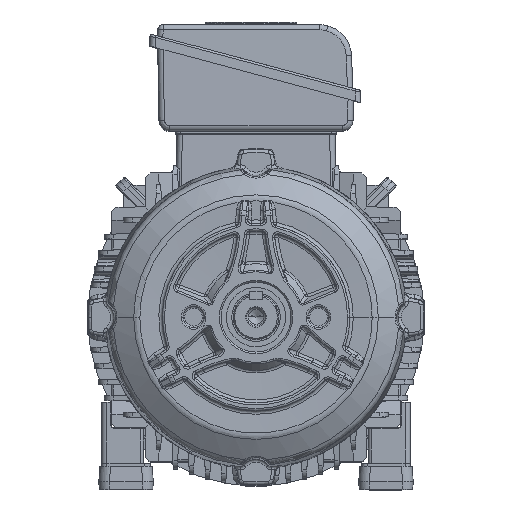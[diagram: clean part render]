
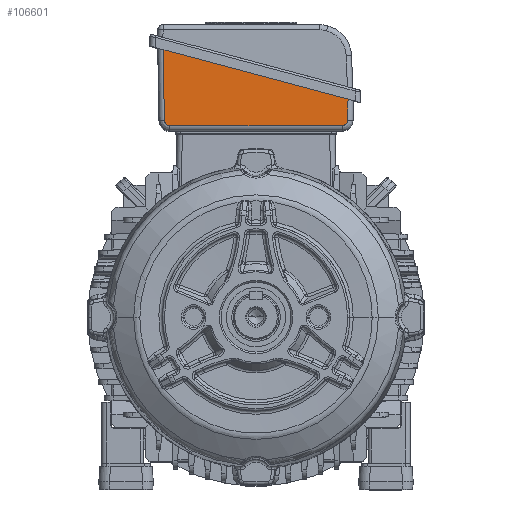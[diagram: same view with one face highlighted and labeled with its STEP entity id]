
A CAD part, top view. The second image highlights one B-rep face of the part: STEP entity #106601.
In plain terms, the highlighted face is planar.
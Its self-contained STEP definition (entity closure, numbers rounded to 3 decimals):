
#2203 = VERTEX_POINT ( 'NONE', #90248 ) ;
#5006 = VERTEX_POINT ( 'NONE', #50921 ) ;
#5944 = ORIENTED_EDGE ( 'NONE', *, *, #16625, .T. ) ;
#6112 = CARTESIAN_POINT ( 'NONE',  ( 87.938, 85.144, 9.609 ) ) ;
#7658 = DIRECTION ( 'NONE',  ( 0.017, 0., -1. ) ) ;
#8326 = DIRECTION ( 'NONE',  ( 1., 0.005, 0.017 ) ) ;
#12121 = CARTESIAN_POINT ( 'NONE',  ( 87.889, 85.195, 12.497 ) ) ;
#12627 = ORIENTED_EDGE ( 'NONE', *, *, #14049, .T. ) ;
#12803 = CARTESIAN_POINT ( 'NONE',  ( 87.994, 80.173, 7.584 ) ) ;
#14049 = EDGE_CURVE ( 'NONE', #5006, #2203, #16678, .T. ) ;
#16625 = EDGE_CURVE ( 'NONE', #2203, #60733, #84886, .T. ) ;
#16678 = LINE ( 'NONE', #49481, #83074 ) ;
#17441 = CARTESIAN_POINT ( 'NONE',  ( 87.189, 85.916, 53.818 ) ) ;
#17625 = VERTEX_POINT ( 'NONE', #72688 ) ;
#17718 = CARTESIAN_POINT ( 'NONE',  ( 87.994, 80.196, 7.584 ) ) ;
#23300 = EDGE_CURVE ( 'NONE', #60733, #17625, #127707, .T. ) ;
#24047 = DIRECTION ( 'NONE',  ( 0., 0.966, -0.259 ) ) ;
#25139 = AXIS2_PLACEMENT_3D ( 'NONE', #91762, #8326, #7658 ) ;
#29034 = DIRECTION ( 'NONE',  ( -0.017, 0.017, 1. ) ) ;
#34281 = LINE ( 'NONE', #117744, #119291 ) ;
#36886 = CARTESIAN_POINT ( 'NONE',  ( 87.889, 85.195, 12.497 ) ) ;
#37872 = DIRECTION ( 'NONE',  ( 0.017, 0.017, -1. ) ) ;
#38916 = CARTESIAN_POINT ( 'NONE',  ( 87.5, 85.595, 35.449 ) ) ;
#41088 = EDGE_CURVE ( 'NONE', #5006, #56511, #34281, .T. ) ;
#43756 = VECTOR ( 'NONE', #29034, 1000. ) ;
#49481 = CARTESIAN_POINT ( 'NONE',  ( 88.66, -85.148, 12.413 ) ) ;
#50921 = CARTESIAN_POINT ( 'NONE',  ( 87.5, -86.355, 81.523 ) ) ;
#54535 = DIRECTION ( 'NONE',  ( -0.005, 1., 0. ) ) ;
#56511 = VERTEX_POINT ( 'NONE', #38916 ) ;
#58986 = VECTOR ( 'NONE', #54535, 1000. ) ;
#59383 = CARTESIAN_POINT ( 'NONE',  ( 88.732, -83.039, 7.584 ) ) ;
#60733 = VERTEX_POINT ( 'NONE', #100053 ) ;
#65434 = EDGE_CURVE ( 'NONE', #17625, #83043, #93438, .T. ) ;
#65681 = ORIENTED_EDGE ( 'NONE', *, *, #65434, .T. ) ;
#70361 = CARTESIAN_POINT ( 'NONE',  ( 87.981, 83.084, 7.584 ) ) ;
#71912 = PLANE ( 'NONE',  #25139 ) ;
#72688 = CARTESIAN_POINT ( 'NONE',  ( 87.994, 80.196, 7.584 ) ) ;
#79907 = CARTESIAN_POINT ( 'NONE',  ( 88.719, -80.15, 7.584 ) ) ;
#81906 = CARTESIAN_POINT ( 'NONE',  ( 88.658, -85.15, 12.497 ) ) ;
#83043 = VERTEX_POINT ( 'NONE', #12121 ) ;
#83074 = VECTOR ( 'NONE', #37872, 1000. ) ;
#84886 =( BOUNDED_CURVE ( )  B_SPLINE_CURVE ( 3, ( #81906, #114075, #59383, #79907 ),
 .UNSPECIFIED., .F., .F. ) 
 B_SPLINE_CURVE_WITH_KNOTS ( ( 4, 4 ),
 ( 1.85, 3.403 ),
 .UNSPECIFIED. ) 
 CURVE ( )  GEOMETRIC_REPRESENTATION_ITEM ( )  RATIONAL_B_SPLINE_CURVE ( ( 1., 0.809, 0.809, 1. ) ) 
 REPRESENTATION_ITEM ( '' )  );
#90248 = CARTESIAN_POINT ( 'NONE',  ( 88.658, -85.15, 12.497 ) ) ;
#91649 = ORIENTED_EDGE ( 'NONE', *, *, #118917, .T. ) ;
#91762 = CARTESIAN_POINT ( 'NONE',  ( 87.5, 12.221, 55.11 ) ) ;
#93438 =( BOUNDED_CURVE ( )  B_SPLINE_CURVE ( 3, ( #17718, #70361, #6112, #36886 ),
 .UNSPECIFIED., .F., .F. ) 
 B_SPLINE_CURVE_WITH_KNOTS ( ( 4, 4 ),
 ( 3.403, 4.957 ),
 .UNSPECIFIED. ) 
 CURVE ( )  GEOMETRIC_REPRESENTATION_ITEM ( )  RATIONAL_B_SPLINE_CURVE ( ( 1., 0.809, 0.809, 1. ) ) 
 REPRESENTATION_ITEM ( '' )  );
#100053 = CARTESIAN_POINT ( 'NONE',  ( 88.719, -80.15, 7.584 ) ) ;
#101377 = FACE_OUTER_BOUND ( 'NONE', #131984, .T. ) ;
#103361 = ORIENTED_EDGE ( 'NONE', *, *, #23300, .T. ) ;
#106601 = ADVANCED_FACE ( 'NONE', ( #101377 ), #71912, .T. ) ;
#114075 = CARTESIAN_POINT ( 'NONE',  ( 88.707, -85.099, 9.609 ) ) ;
#117744 = CARTESIAN_POINT ( 'NONE',  ( 87.5, 12.221, 55.11 ) ) ;
#118917 = EDGE_CURVE ( 'NONE', #83043, #56511, #122763, .T. ) ;
#119291 = VECTOR ( 'NONE', #24047, 1000. ) ;
#122659 = ORIENTED_EDGE ( 'NONE', *, *, #41088, .F. ) ;
#122763 = LINE ( 'NONE', #17441, #43756 ) ;
#127707 = LINE ( 'NONE', #12803, #58986 ) ;
#131984 = EDGE_LOOP ( 'NONE', ( #122659, #12627, #5944, #103361, #65681, #91649 ) ) ;
